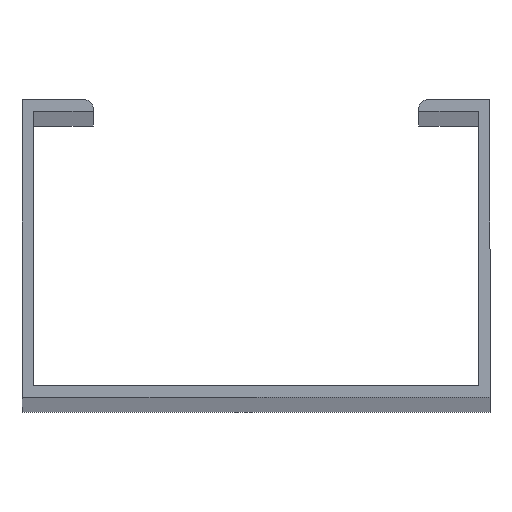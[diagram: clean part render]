
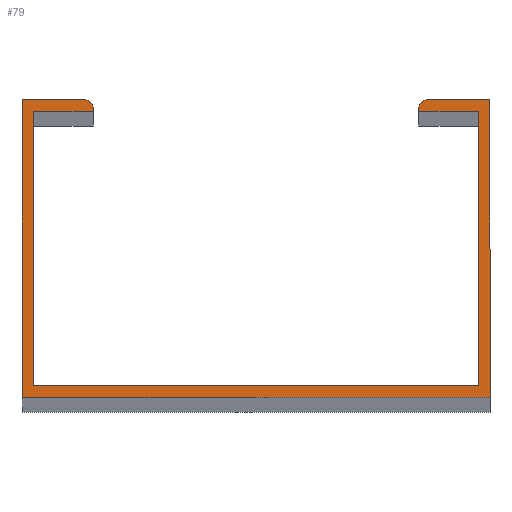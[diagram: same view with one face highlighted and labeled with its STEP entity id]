
A CAD part, top view. The second image highlights one B-rep face of the part: STEP entity #79.
In plain terms, the highlighted planar face has unit normal (0, 0, 1).
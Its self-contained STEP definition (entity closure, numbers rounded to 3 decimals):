
#4 = CARTESIAN_POINT ( 'NONE',  ( 52.3, -2.7, 2000. ) ) ;
#22 = ORIENTED_EDGE ( 'NONE', *, *, #94, .F. ) ;
#26 = VECTOR ( 'NONE', #136, 1000. ) ;
#28 = CARTESIAN_POINT ( 'NONE',  ( -52.3, -2.7, 2000. ) ) ;
#29 = CARTESIAN_POINT ( 'NONE',  ( -55., 0., 2000. ) ) ;
#40 = ORIENTED_EDGE ( 'NONE', *, *, #196, .F. ) ;
#49 = ORIENTED_EDGE ( 'NONE', *, *, #455, .T. ) ;
#50 = AXIS2_PLACEMENT_3D ( 'NONE', #95, #87, #380 ) ;
#51 = VERTEX_POINT ( 'NONE', #426 ) ;
#59 = ORIENTED_EDGE ( 'NONE', *, *, #187, .T. ) ;
#61 = ORIENTED_EDGE ( 'NONE', *, *, #294, .T. ) ;
#64 = CARTESIAN_POINT ( 'NONE',  ( -38.25, -2., 2000. ) ) ;
#68 = CARTESIAN_POINT ( 'NONE',  ( -55., -70., 2000. ) ) ;
#71 = DIRECTION ( 'NONE',  ( -1., 0., 0. ) ) ;
#72 = EDGE_CURVE ( 'NONE', #51, #149, #352, .T. ) ;
#79 = ADVANCED_FACE ( 'NONE', ( #476 ), #379, .F. ) ;
#80 = EDGE_LOOP ( 'NONE', ( #61, #82, #225, #49, #429, #177, #205, #22, #368, #278, #161, #40, #371, #59 ) ) ;
#82 = ORIENTED_EDGE ( 'NONE', *, *, #313, .T. ) ;
#85 = VECTOR ( 'NONE', #290, 1000. ) ;
#86 = DIRECTION ( 'NONE',  ( 0., -1., 0. ) ) ;
#87 = DIRECTION ( 'NONE',  ( 0., 0., 1. ) ) ;
#94 = EDGE_CURVE ( 'NONE', #435, #272, #300, .T. ) ;
#95 = CARTESIAN_POINT ( 'NONE',  ( -40.25, -2., 2000. ) ) ;
#97 = CARTESIAN_POINT ( 'NONE',  ( 40.25, -2., 2000. ) ) ;
#98 = CARTESIAN_POINT ( 'NONE',  ( 55., 0., 2000. ) ) ;
#104 = CARTESIAN_POINT ( 'NONE',  ( 55., 0., 2000. ) ) ;
#106 = CIRCLE ( 'NONE', #50, 2. ) ;
#109 = DIRECTION ( 'NONE',  ( -1., 0., 0. ) ) ;
#112 = VERTEX_POINT ( 'NONE', #64 ) ;
#113 = DIRECTION ( 'NONE',  ( 1., 0., 0. ) ) ;
#117 = EDGE_CURVE ( 'NONE', #149, #457, #400, .T. ) ;
#124 = VERTEX_POINT ( 'NONE', #349 ) ;
#130 = DIRECTION ( 'NONE',  ( 0., 1., 0. ) ) ;
#136 = DIRECTION ( 'NONE',  ( -1., 0., 0. ) ) ;
#139 = CARTESIAN_POINT ( 'NONE',  ( 40.25, 0., 2000. ) ) ;
#142 = CARTESIAN_POINT ( 'NONE',  ( -38.25, -2., 2000. ) ) ;
#149 = VERTEX_POINT ( 'NONE', #311 ) ;
#161 = ORIENTED_EDGE ( 'NONE', *, *, #212, .F. ) ;
#163 = LINE ( 'NONE', #104, #165 ) ;
#165 = VECTOR ( 'NONE', #86, 1000. ) ;
#176 = VECTOR ( 'NONE', #130, 1000. ) ;
#177 = ORIENTED_EDGE ( 'NONE', *, *, #117, .T. ) ;
#182 = DIRECTION ( 'NONE',  ( 0., 0., -1. ) ) ;
#183 = DIRECTION ( 'NONE',  ( 0., 0., -1. ) ) ;
#187 = EDGE_CURVE ( 'NONE', #124, #442, #221, .T. ) ;
#193 = CARTESIAN_POINT ( 'NONE',  ( -40.25, -2., 2000. ) ) ;
#196 = EDGE_CURVE ( 'NONE', #362, #402, #198, .T. ) ;
#198 = LINE ( 'NONE', #450, #85 ) ;
#205 = ORIENTED_EDGE ( 'NONE', *, *, #254, .F. ) ;
#212 = EDGE_CURVE ( 'NONE', #402, #384, #342, .T. ) ;
#221 = LINE ( 'NONE', #506, #176 ) ;
#223 = EDGE_CURVE ( 'NONE', #112, #556, #106, .T. ) ;
#225 = ORIENTED_EDGE ( 'NONE', *, *, #223, .T. ) ;
#230 = VERTEX_POINT ( 'NONE', #381 ) ;
#232 = CARTESIAN_POINT ( 'NONE',  ( -38.25, -2.7, 2000. ) ) ;
#243 = VECTOR ( 'NONE', #325, 1000. ) ;
#254 = EDGE_CURVE ( 'NONE', #272, #457, #163, .T. ) ;
#265 = DIRECTION ( 'NONE',  ( 1., 0., 0. ) ) ;
#268 = AXIS2_PLACEMENT_3D ( 'NONE', #97, #183, #374 ) ;
#272 = VERTEX_POINT ( 'NONE', #414 ) ;
#276 = CARTESIAN_POINT ( 'NONE',  ( 38.25, -2., 2000. ) ) ;
#277 = DIRECTION ( 'NONE',  ( 0., -1., 0. ) ) ;
#278 = ORIENTED_EDGE ( 'NONE', *, *, #502, .F. ) ;
#290 = DIRECTION ( 'NONE',  ( 0., 1., 0. ) ) ;
#294 = EDGE_CURVE ( 'NONE', #442, #307, #552, .T. ) ;
#300 = LINE ( 'NONE', #98, #377 ) ;
#306 = DIRECTION ( 'NONE',  ( 0., 1., 0. ) ) ;
#307 = VERTEX_POINT ( 'NONE', #232 ) ;
#311 = CARTESIAN_POINT ( 'NONE',  ( -55., -70., 2000. ) ) ;
#313 = EDGE_CURVE ( 'NONE', #307, #112, #456, .T. ) ;
#316 = CARTESIAN_POINT ( 'NONE',  ( 52.3, -67.3, 2000. ) ) ;
#325 = DIRECTION ( 'NONE',  ( 1., 0., 0. ) ) ;
#332 = DIRECTION ( 'NONE',  ( -1., 0., 0. ) ) ;
#342 = LINE ( 'NONE', #422, #26 ) ;
#349 = CARTESIAN_POINT ( 'NONE',  ( -52.3, -67.3, 2000. ) ) ;
#352 = LINE ( 'NONE', #29, #415 ) ;
#362 = VERTEX_POINT ( 'NONE', #316 ) ;
#368 = ORIENTED_EDGE ( 'NONE', *, *, #369, .F. ) ;
#369 = EDGE_CURVE ( 'NONE', #230, #435, #503, .T. ) ;
#371 = ORIENTED_EDGE ( 'NONE', *, *, #527, .T. ) ;
#374 = DIRECTION ( 'NONE',  ( 1., 0., 0. ) ) ;
#377 = VECTOR ( 'NONE', #113, 1000. ) ;
#379 = PLANE ( 'NONE',  #411 ) ;
#380 = DIRECTION ( 'NONE',  ( -1., 0., 0. ) ) ;
#381 = CARTESIAN_POINT ( 'NONE',  ( 38.25, -2., 2000. ) ) ;
#383 = CARTESIAN_POINT ( 'NONE',  ( 38.25, -2.7, 2000. ) ) ;
#384 = VERTEX_POINT ( 'NONE', #383 ) ;
#388 = DIRECTION ( 'NONE',  ( 0., 1., 0. ) ) ;
#400 = LINE ( 'NONE', #68, #243 ) ;
#402 = VERTEX_POINT ( 'NONE', #4 ) ;
#403 = CARTESIAN_POINT ( 'NONE',  ( -6., -67.3, 2000. ) ) ;
#405 = CARTESIAN_POINT ( 'NONE',  ( -52.3, -2.7, 2000. ) ) ;
#411 = AXIS2_PLACEMENT_3D ( 'NONE', #193, #182, #71 ) ;
#414 = CARTESIAN_POINT ( 'NONE',  ( 55., 0., 2000. ) ) ;
#415 = VECTOR ( 'NONE', #277, 1000. ) ;
#422 = CARTESIAN_POINT ( 'NONE',  ( 52.3, -2.7, 2000. ) ) ;
#426 = CARTESIAN_POINT ( 'NONE',  ( -55., 0., 2000. ) ) ;
#428 = CARTESIAN_POINT ( 'NONE',  ( -40.25, 0., 2000. ) ) ;
#429 = ORIENTED_EDGE ( 'NONE', *, *, #72, .T. ) ;
#435 = VERTEX_POINT ( 'NONE', #139 ) ;
#442 = VERTEX_POINT ( 'NONE', #405 ) ;
#450 = CARTESIAN_POINT ( 'NONE',  ( 52.3, -2.7, 2000. ) ) ;
#455 = EDGE_CURVE ( 'NONE', #556, #51, #493, .T. ) ;
#456 = LINE ( 'NONE', #142, #479 ) ;
#457 = VERTEX_POINT ( 'NONE', #485 ) ;
#464 = VECTOR ( 'NONE', #265, 1000. ) ;
#474 = VECTOR ( 'NONE', #109, 1000. ) ;
#475 = VECTOR ( 'NONE', #306, 1000. ) ;
#476 = FACE_OUTER_BOUND ( 'NONE', #80, .T. ) ;
#479 = VECTOR ( 'NONE', #388, 1000. ) ;
#485 = CARTESIAN_POINT ( 'NONE',  ( 55., -70., 2000. ) ) ;
#493 = LINE ( 'NONE', #513, #572 ) ;
#498 = LINE ( 'NONE', #276, #475 ) ;
#502 = EDGE_CURVE ( 'NONE', #384, #230, #498, .T. ) ;
#503 = CIRCLE ( 'NONE', #268, 2. ) ;
#506 = CARTESIAN_POINT ( 'NONE',  ( -52.3, -2.7, 2000. ) ) ;
#513 = CARTESIAN_POINT ( 'NONE',  ( -55., 0., 2000. ) ) ;
#527 = EDGE_CURVE ( 'NONE', #362, #124, #546, .T. ) ;
#546 = LINE ( 'NONE', #403, #474 ) ;
#552 = LINE ( 'NONE', #28, #464 ) ;
#556 = VERTEX_POINT ( 'NONE', #428 ) ;
#572 = VECTOR ( 'NONE', #332, 1000. ) ;
